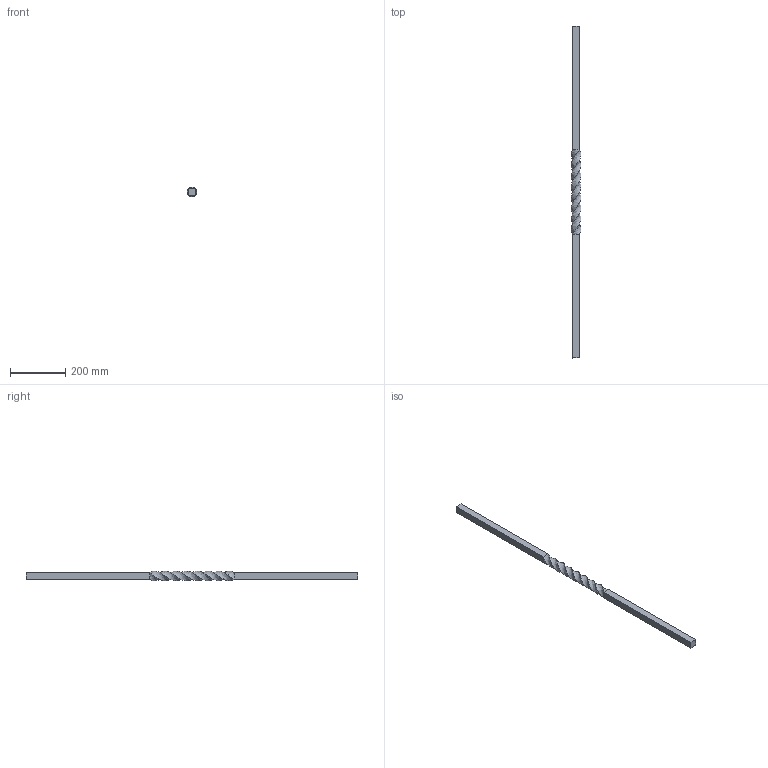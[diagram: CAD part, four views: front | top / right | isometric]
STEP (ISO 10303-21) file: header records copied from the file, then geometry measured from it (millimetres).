
FILE_DESCRIPTION (( 'STEP AP203' ), '1' );
FILE_NAME ('1028.STEP', '2023-04-26T08:49:43', ( '' ), ( '' ), 'SwSTEP 2.0', 'SolidWorks 2018', '' );
FILE_SCHEMA (( 'CONFIG_CONTROL_DESIGN' ));
Length unit declared in the file: millimetre
Products named in the file (1): 1028
Bounding box: 35.37 x 1200 x 35.37 mm (x, y, z)
Volume: 749969.5 mm3; surface area: 122534 mm2
Topology: 1 solids, 1 shells, 178 faces, 466 edges, 308 vertices
Faces by surface type: plane 94, bspline 84
Entity records: 10323 total; most frequent: CARTESIAN_POINT 6465, ORIENTED_EDGE 932, DIRECTION 476, EDGE_CURVE 466, VERTEX_POINT 308, VECTOR 286, LINE 286, EDGE_LOOP 196
